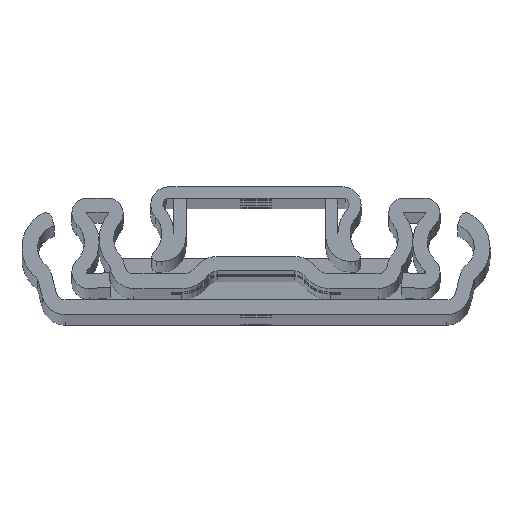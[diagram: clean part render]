
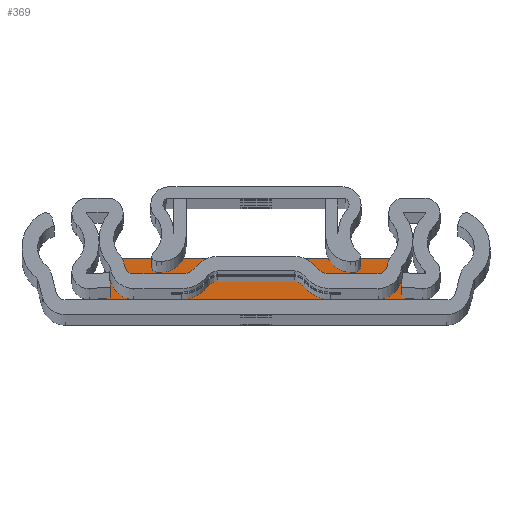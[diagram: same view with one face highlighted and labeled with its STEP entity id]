
A CAD part, top view. The second image highlights one B-rep face of the part: STEP entity #369.
In plain terms, the highlighted planar face has unit normal (0, 0, 1).
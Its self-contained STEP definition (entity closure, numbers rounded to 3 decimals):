
#369 = ADVANCED_FACE ( 'NONE', ( #5685 ), #4125, .F. ) ;
#447 = EDGE_CURVE ( 'NONE', #11980, #11981, #5886, .T. ) ;
#450 = EDGE_CURVE ( 'NONE', #11980, #11976, #5885, .T. ) ;
#451 = EDGE_CURVE ( 'NONE', #12054, #11976, #5895, .T. ) ;
#452 = EDGE_CURVE ( 'NONE', #11981, #12054, #5897, .T. ) ;
#795 = ORIENTED_EDGE ( 'NONE', *, *, #451, .T. ) ;
#796 = ORIENTED_EDGE ( 'NONE', *, *, #450, .F. ) ;
#797 = ORIENTED_EDGE ( 'NONE', *, *, #447, .T. ) ;
#798 = ORIENTED_EDGE ( 'NONE', *, *, #452, .T. ) ;
#1302 = EDGE_LOOP ( 'NONE', ( #795, #796, #797, #798 ) ) ;
#4087 = CARTESIAN_POINT ( 'NONE',  ( 25., 11., -505.6 ) ) ;
#4125 = PLANE ( 'NONE',  #5197 ) ;
#4137 = DIRECTION ( 'NONE',  ( 0., 0., -1. ) ) ;
#4138 = DIRECTION ( 'NONE',  ( -1., 0., 0. ) ) ;
#4446 = CARTESIAN_POINT ( 'NONE',  ( 25., -19.3, -505.6 ) ) ;
#4456 = DIRECTION ( 'NONE',  ( 0., 1., 0. ) ) ;
#4457 = CARTESIAN_POINT ( 'NONE',  ( 31.434, 2.4, -505.6 ) ) ;
#4463 = DIRECTION ( 'NONE',  ( -1., 0., 0. ) ) ;
#4464 = CARTESIAN_POINT ( 'NONE',  ( -25., -19.3, -505.6 ) ) ;
#4465 = DIRECTION ( 'NONE',  ( 0., -1., 0. ) ) ;
#4466 = CARTESIAN_POINT ( 'NONE',  ( -25., 11., -505.6 ) ) ;
#4467 = DIRECTION ( 'NONE',  ( -1., 0., 0. ) ) ;
#5197 = AXIS2_PLACEMENT_3D ( 'NONE', #4087, #4137, #4138 ) ;
#5685 = FACE_OUTER_BOUND ( 'NONE', #1302, .T. ) ;
#5885 = LINE ( 'NONE', #4457, #5894 ) ;
#5886 = LINE ( 'NONE', #4446, #5888 ) ;
#5888 = VECTOR ( 'NONE', #4456, 1000. ) ;
#5894 = VECTOR ( 'NONE', #4463, 1000. ) ;
#5895 = LINE ( 'NONE', #4464, #5896 ) ;
#5896 = VECTOR ( 'NONE', #4465, 1000. ) ;
#5897 = LINE ( 'NONE', #4466, #5898 ) ;
#5898 = VECTOR ( 'NONE', #4467, 1000. ) ;
#9876 = CARTESIAN_POINT ( 'NONE',  ( -25., 2.4, -505.6 ) ) ;
#9880 = CARTESIAN_POINT ( 'NONE',  ( 25., 2.4, -505.6 ) ) ;
#9881 = CARTESIAN_POINT ( 'NONE',  ( 25., 11., -505.6 ) ) ;
#9954 = CARTESIAN_POINT ( 'NONE',  ( -25., 11., -505.6 ) ) ;
#11976 = VERTEX_POINT ( 'NONE', #9876 ) ;
#11980 = VERTEX_POINT ( 'NONE', #9880 ) ;
#11981 = VERTEX_POINT ( 'NONE', #9881 ) ;
#12054 = VERTEX_POINT ( 'NONE', #9954 ) ;
